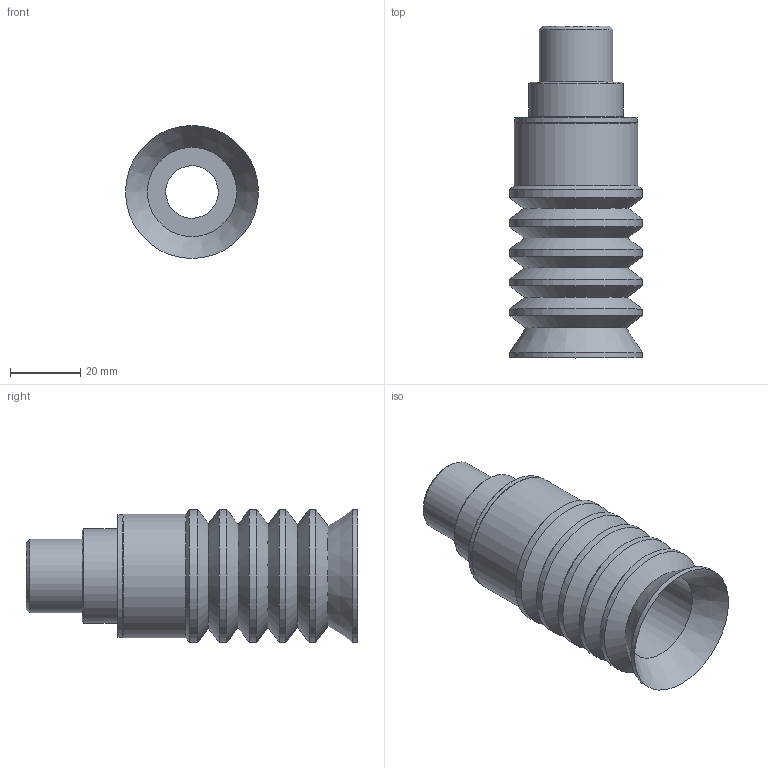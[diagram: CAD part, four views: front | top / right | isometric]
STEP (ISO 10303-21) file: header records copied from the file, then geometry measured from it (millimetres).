
FILE_DESCRIPTION(/* description */ (''),/* implementation_level */ '2;1');
FILE_NAME(/* name */ 'vf38-5sb_rac21r1-2m.stp',/* time_stamp */ '2020-12-21T08:35:49+01:00',/* author */ ('enginyeria'),/* organization */ (''),/* preprocessor_version */ 'ST-DEVELOPER v17.2',/* originating_system */ 'Autodesk Inventor 2019',/* authorisation */ '');
FILE_SCHEMA (('CONFIG_CONTROL_DESIGN'));
Length unit declared in the file: millimetre
Products named in the file (1): Pieza1
Bounding box: 38 x 94.8 x 38 mm (x, y, z)
Volume: 34561.5 mm3; surface area: 20591.3 mm2
Topology: 1 solids, 2 shells, 39 faces, 106 edges, 74 vertices
Faces by surface type: cone 17, cylinder 15, plane 7
Full cylindrical faces by diameter (mm): 15 x1, 20.955 x1, 23 x1, 25.5 x1, 27 x1, 29.1 x2, 35 x1, 35.3 x1, 38 x6
Entity records: 1398 total; most frequent: DIRECTION 260, CARTESIAN_POINT 220, ORIENTED_EDGE 212, AXIS2_PLACEMENT_3D 114, EDGE_CURVE 106, CIRCLE 74, VERTEX_POINT 74, EDGE_LOOP 46
